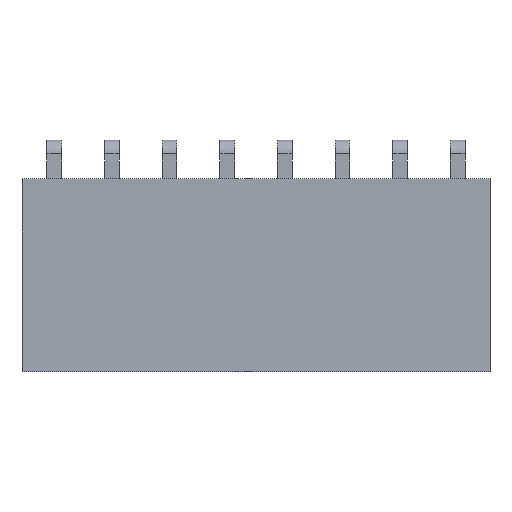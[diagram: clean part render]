
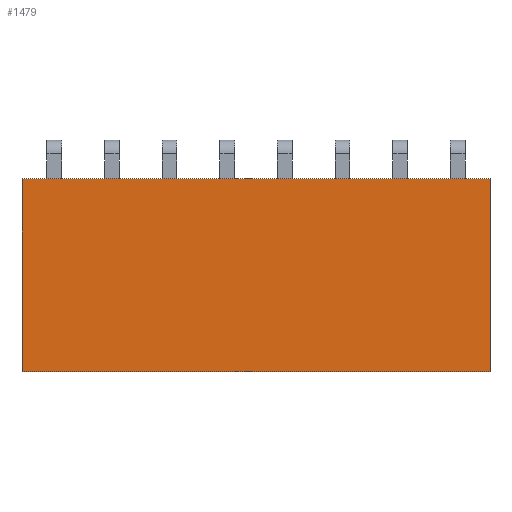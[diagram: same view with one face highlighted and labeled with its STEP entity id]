
A CAD part, top view. The second image highlights one B-rep face of the part: STEP entity #1479.
In plain terms, the highlighted planar face has unit normal (0, 0, 1).
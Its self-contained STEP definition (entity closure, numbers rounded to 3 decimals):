
#1479=ADVANCED_FACE('',(#4959),#4961,.T.);
#4959=FACE_BOUND('',#4960,.T.);
#4960=EDGE_LOOP('',(#7734,#7735,#7736,#7737));
#4961=PLANE('',#4962);
#4962=AXIS2_PLACEMENT_3D('',#4963,#4964,#4965);
#4963=CARTESIAN_POINT('',(19.2,-10.,2.5));
#4964=DIRECTION('',(0.,-0.,1.));
#4965=DIRECTION('',(0.,1.,0.));
#7734=ORIENTED_EDGE('',*,*,#9627,.T.);
#7735=ORIENTED_EDGE('',*,*,#9659,.T.);
#7736=ORIENTED_EDGE('',*,*,#9657,.F.);
#7737=ORIENTED_EDGE('',*,*,#9681,.F.);
#9627=EDGE_CURVE('',#11092,#11090,#11093,.T.);
#9657=EDGE_CURVE('',#11142,#11144,#11145,.T.);
#9659=EDGE_CURVE('',#11090,#11144,#11147,.T.);
#9681=EDGE_CURVE('',#11092,#11142,#11171,.T.);
#11090=VERTEX_POINT('',#13866);
#11092=VERTEX_POINT('',#13870);
#11093=LINE('',#13871,#13872);
#11142=VERTEX_POINT('',#13978);
#11144=VERTEX_POINT('',#13982);
#11145=LINE('',#13983,#13984);
#11147=LINE('',#13989,#13990);
#11171=LINE('',#14057,#14058);
#13866=CARTESIAN_POINT('',(19.2,-1.5,2.5));
#13870=CARTESIAN_POINT('',(19.2,-10.,2.5));
#13871=CARTESIAN_POINT('',(19.2,-10.,2.5));
#13872=VECTOR('',#13873,1.);
#13873=DIRECTION('',(0.,1.,0.));
#13978=CARTESIAN_POINT('',(-1.42,-10.,2.5));
#13982=CARTESIAN_POINT('',(-1.42,-1.5,2.5));
#13983=CARTESIAN_POINT('',(-1.42,-10.,2.5));
#13984=VECTOR('',#13985,1.);
#13985=DIRECTION('',(0.,1.,0.));
#13989=CARTESIAN_POINT('',(19.2,-1.5,2.5));
#13990=VECTOR('',#13991,1.);
#13991=DIRECTION('',(-1.,0.,0.));
#14057=CARTESIAN_POINT('',(19.2,-10.,2.5));
#14058=VECTOR('',#14059,1.);
#14059=DIRECTION('',(-1.,0.,0.));
